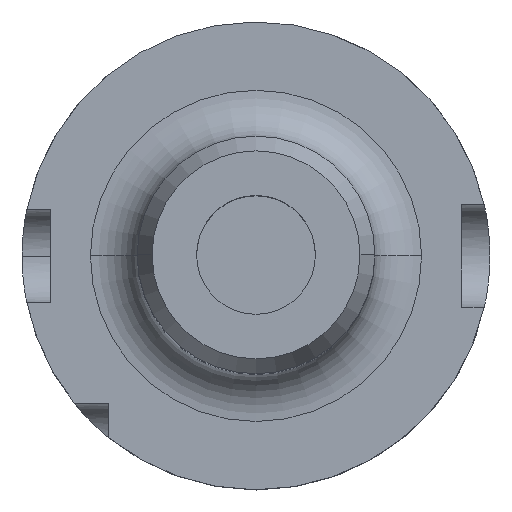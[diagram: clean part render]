
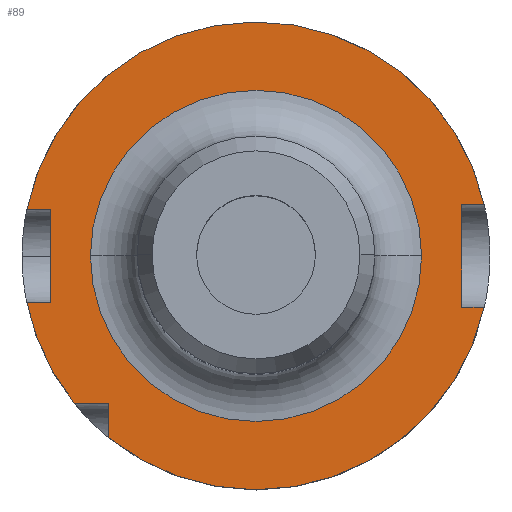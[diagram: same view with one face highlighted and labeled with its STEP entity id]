
A CAD part, top view. The second image highlights one B-rep face of the part: STEP entity #89.
In plain terms, the highlighted planar face has unit normal (0, 0, 1).
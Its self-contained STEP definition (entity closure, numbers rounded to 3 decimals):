
#39 = CARTESIAN_POINT ( 'NONE',  ( 0., 10., 29. ) ) ;
#47 = VECTOR ( 'NONE', #966, 1000. ) ;
#67 = VERTEX_POINT ( 'NONE', #1339 ) ;
#79 = CARTESIAN_POINT ( 'NONE',  ( 0., 11., 29. ) ) ;
#85 = EDGE_CURVE ( 'NONE', #1215, #1036, #1517, .T. ) ;
#89 = ADVANCED_FACE ( 'NONE', ( #490, #1450 ), #1273, .T. ) ;
#90 = AXIS2_PLACEMENT_3D ( 'NONE', #1371, #1559, #1572 ) ;
#98 = VERTEX_POINT ( 'NONE', #1986 ) ;
#129 = EDGE_CURVE ( 'NONE', #98, #527, #426, .T. ) ;
#142 = CIRCLE ( 'NONE', #90, 50. ) ;
#158 = ORIENTED_EDGE ( 'NONE', *, *, #789, .F. ) ;
#169 = VECTOR ( 'NONE', #2072, 1000. ) ;
#203 = CARTESIAN_POINT ( 'NONE',  ( 0., -31.5, 29. ) ) ;
#219 = ORIENTED_EDGE ( 'NONE', *, *, #85, .T. ) ;
#220 = DIRECTION ( 'NONE',  ( 1., 0., 0. ) ) ;
#265 = LINE ( 'NONE', #39, #719 ) ;
#267 = CARTESIAN_POINT ( 'NONE',  ( -31.5, -31.5, 29. ) ) ;
#278 = DIRECTION ( 'NONE',  ( -1., 0., 0. ) ) ;
#313 = DIRECTION ( 'NONE',  ( 0., 0., -1. ) ) ;
#354 = VERTEX_POINT ( 'NONE', #267 ) ;
#358 = EDGE_LOOP ( 'NONE', ( #1429, #414 ) ) ;
#385 = ORIENTED_EDGE ( 'NONE', *, *, #1330, .F. ) ;
#414 = ORIENTED_EDGE ( 'NONE', *, *, #1666, .T. ) ;
#415 = LINE ( 'NONE', #203, #2466 ) ;
#426 = LINE ( 'NONE', #762, #877 ) ;
#458 = AXIS2_PLACEMENT_3D ( 'NONE', #1583, #1705, #1636 ) ;
#468 = CARTESIAN_POINT ( 'NONE',  ( -31.5, -38.83, 29. ) ) ;
#490 = FACE_BOUND ( 'NONE', #358, .T. ) ;
#493 = ORIENTED_EDGE ( 'NONE', *, *, #1409, .F. ) ;
#500 = DIRECTION ( 'NONE',  ( -1., 0., 0. ) ) ;
#527 = VERTEX_POINT ( 'NONE', #573 ) ;
#541 = EDGE_CURVE ( 'NONE', #98, #2171, #1473, .T. ) ;
#573 = CARTESIAN_POINT ( 'NONE',  ( 44., -11., 29. ) ) ;
#620 = VECTOR ( 'NONE', #2160, 1000. ) ;
#676 = LINE ( 'NONE', #2487, #620 ) ;
#693 = CARTESIAN_POINT ( 'NONE',  ( -48.99, -10., 29. ) ) ;
#719 = VECTOR ( 'NONE', #500, 1000. ) ;
#724 = CARTESIAN_POINT ( 'NONE',  ( 0., 0., 29. ) ) ;
#762 = CARTESIAN_POINT ( 'NONE',  ( 0., -11., 29. ) ) ;
#789 = EDGE_CURVE ( 'NONE', #1215, #1999, #265, .T. ) ;
#842 = DIRECTION ( 'NONE',  ( 0., 0., -1. ) ) ;
#877 = VECTOR ( 'NONE', #964, 1000. ) ;
#881 = ORIENTED_EDGE ( 'NONE', *, *, #541, .F. ) ;
#884 = CARTESIAN_POINT ( 'NONE',  ( 0., 0., 29. ) ) ;
#917 = AXIS2_PLACEMENT_3D ( 'NONE', #884, #842, #1394 ) ;
#933 = DIRECTION ( 'NONE',  ( 1., 0., 0. ) ) ;
#938 = DIRECTION ( 'NONE',  ( 0., 0., -1. ) ) ;
#957 = CARTESIAN_POINT ( 'NONE',  ( 0., 0., 29. ) ) ;
#964 = DIRECTION ( 'NONE',  ( -1., 0., 0. ) ) ;
#966 = DIRECTION ( 'NONE',  ( 0., -1., 0. ) ) ;
#1021 = CARTESIAN_POINT ( 'NONE',  ( 44., 11., 29. ) ) ;
#1036 = VERTEX_POINT ( 'NONE', #2442 ) ;
#1050 = DIRECTION ( 'NONE',  ( -1., 0., 0. ) ) ;
#1072 = LINE ( 'NONE', #1955, #47 ) ;
#1086 = DIRECTION ( 'NONE',  ( 0., 0., -1. ) ) ;
#1108 = ORIENTED_EDGE ( 'NONE', *, *, #1230, .F. ) ;
#1215 = VERTEX_POINT ( 'NONE', #1530 ) ;
#1230 = EDGE_CURVE ( 'NONE', #67, #1936, #2399, .T. ) ;
#1262 = CARTESIAN_POINT ( 'NONE',  ( -48.99, 10., 29. ) ) ;
#1273 = PLANE ( 'NONE',  #458 ) ;
#1324 = CARTESIAN_POINT ( 'NONE',  ( 48.775, 11., 29. ) ) ;
#1330 = EDGE_CURVE ( 'NONE', #2171, #354, #676, .T. ) ;
#1339 = CARTESIAN_POINT ( 'NONE',  ( -38.83, -31.5, 29. ) ) ;
#1349 = DIRECTION ( 'NONE',  ( -1., 0., 0. ) ) ;
#1371 = CARTESIAN_POINT ( 'NONE',  ( 0., 0., 29. ) ) ;
#1384 = VERTEX_POINT ( 'NONE', #1324 ) ;
#1394 = DIRECTION ( 'NONE',  ( 1., 0., 0. ) ) ;
#1409 = EDGE_CURVE ( 'NONE', #1661, #527, #1072, .T. ) ;
#1424 = VECTOR ( 'NONE', #220, 1000. ) ;
#1429 = ORIENTED_EDGE ( 'NONE', *, *, #1436, .T. ) ;
#1436 = EDGE_CURVE ( 'NONE', #1453, #1548, #2077, .T. ) ;
#1450 = FACE_OUTER_BOUND ( 'NONE', #2528, .T. ) ;
#1452 = DIRECTION ( 'NONE',  ( 0., -1., 0. ) ) ;
#1453 = VERTEX_POINT ( 'NONE', #2476 ) ;
#1473 = CIRCLE ( 'NONE', #1707, 50. ) ;
#1498 = LINE ( 'NONE', #1983, #1424 ) ;
#1510 = CARTESIAN_POINT ( 'NONE',  ( 0., 0., 29. ) ) ;
#1517 = LINE ( 'NONE', #1831, #1993 ) ;
#1518 = ORIENTED_EDGE ( 'NONE', *, *, #1905, .T. ) ;
#1530 = CARTESIAN_POINT ( 'NONE',  ( -44., 10., 29. ) ) ;
#1548 = VERTEX_POINT ( 'NONE', #2469 ) ;
#1559 = DIRECTION ( 'NONE',  ( 0., 0., -1. ) ) ;
#1572 = DIRECTION ( 'NONE',  ( -1., 0., 0. ) ) ;
#1583 = CARTESIAN_POINT ( 'NONE',  ( 0., 25.4, 29. ) ) ;
#1600 = AXIS2_PLACEMENT_3D ( 'NONE', #724, #1086, #1050 ) ;
#1614 = AXIS2_PLACEMENT_3D ( 'NONE', #957, #938, #933 ) ;
#1619 = CIRCLE ( 'NONE', #917, 35.4 ) ;
#1636 = DIRECTION ( 'NONE',  ( 1., 0., 0. ) ) ;
#1661 = VERTEX_POINT ( 'NONE', #1021 ) ;
#1666 = EDGE_CURVE ( 'NONE', #1548, #1453, #1619, .T. ) ;
#1705 = DIRECTION ( 'NONE',  ( 0., 0., 1. ) ) ;
#1707 = AXIS2_PLACEMENT_3D ( 'NONE', #1510, #313, #278 ) ;
#1716 = EDGE_CURVE ( 'NONE', #1999, #1384, #142, .T. ) ;
#1787 = EDGE_CURVE ( 'NONE', #1936, #1036, #1498, .T. ) ;
#1831 = CARTESIAN_POINT ( 'NONE',  ( -44., -10., 29. ) ) ;
#1905 = EDGE_CURVE ( 'NONE', #1661, #1384, #2200, .T. ) ;
#1936 = VERTEX_POINT ( 'NONE', #693 ) ;
#1955 = CARTESIAN_POINT ( 'NONE',  ( 44., -11., 29. ) ) ;
#1969 = ORIENTED_EDGE ( 'NONE', *, *, #129, .T. ) ;
#1983 = CARTESIAN_POINT ( 'NONE',  ( 0., -10., 29. ) ) ;
#1986 = CARTESIAN_POINT ( 'NONE',  ( 48.775, -11., 29. ) ) ;
#1993 = VECTOR ( 'NONE', #1452, 1000. ) ;
#1999 = VERTEX_POINT ( 'NONE', #1262 ) ;
#2005 = ORIENTED_EDGE ( 'NONE', *, *, #2481, .F. ) ;
#2072 = DIRECTION ( 'NONE',  ( 1., 0., 0. ) ) ;
#2077 = CIRCLE ( 'NONE', #1614, 35.4 ) ;
#2087 = ORIENTED_EDGE ( 'NONE', *, *, #1787, .F. ) ;
#2160 = DIRECTION ( 'NONE',  ( 0., 1., 0. ) ) ;
#2171 = VERTEX_POINT ( 'NONE', #468 ) ;
#2200 = LINE ( 'NONE', #79, #169 ) ;
#2258 = ORIENTED_EDGE ( 'NONE', *, *, #1716, .F. ) ;
#2399 = CIRCLE ( 'NONE', #1600, 50. ) ;
#2442 = CARTESIAN_POINT ( 'NONE',  ( -44., -10., 29. ) ) ;
#2466 = VECTOR ( 'NONE', #1349, 1000. ) ;
#2469 = CARTESIAN_POINT ( 'NONE',  ( -35.4, 0., 29. ) ) ;
#2476 = CARTESIAN_POINT ( 'NONE',  ( 35.4, 0., 29. ) ) ;
#2481 = EDGE_CURVE ( 'NONE', #354, #67, #415, .T. ) ;
#2487 = CARTESIAN_POINT ( 'NONE',  ( -31.5, 25.4, 29. ) ) ;
#2528 = EDGE_LOOP ( 'NONE', ( #2005, #385, #881, #1969, #493, #1518, #2258, #158, #219, #2087, #1108 ) ) ;
